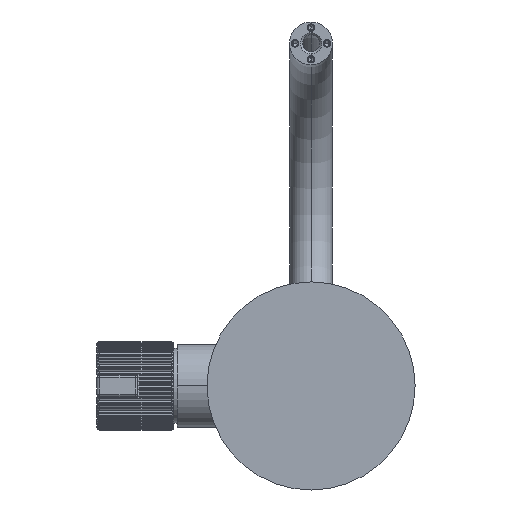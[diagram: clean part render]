
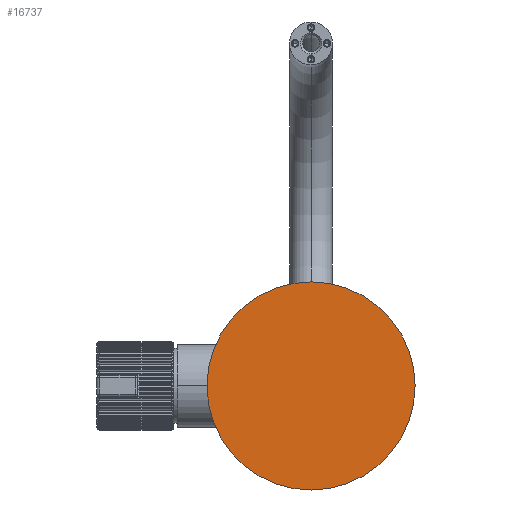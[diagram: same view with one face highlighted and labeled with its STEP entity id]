
A CAD part, front view. The second image highlights one B-rep face of the part: STEP entity #16737.
In plain terms, the highlighted planar face has unit normal (0, -1, 0).
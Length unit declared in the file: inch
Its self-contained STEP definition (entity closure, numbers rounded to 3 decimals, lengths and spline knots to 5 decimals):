
#2=CARTESIAN_POINT('',(0.,0.,0.));
#3=DIRECTION('',(0.,-1.,0.));
#4=DIRECTION('',(-1.,0.,0.));
#5=AXIS2_PLACEMENT_3D('',#2,#3,#4);
#7=CARTESIAN_POINT('',(0.,0.,0.));
#8=DIRECTION('',(0.,1.,0.));
#9=DIRECTION('',(-1.,0.,0.));
#10=AXIS2_PLACEMENT_3D('',#7,#8,#9);
#14438=CARTESIAN_POINT('',(-1.215,0.,0.));
#14439=CARTESIAN_POINT('',(1.215,0.,0.));
#14440=VERTEX_POINT('',#14438);
#14441=VERTEX_POINT('',#14439);
#16726=CARTESIAN_POINT('',(0.,0.,0.));
#16727=DIRECTION('',(0.,-1.,0.));
#16728=DIRECTION('',(-1.,0.,0.));
#16729=AXIS2_PLACEMENT_3D('',#16726,#16727,#16728);
#16730=PLANE('',#16729);
#16732=ORIENTED_EDGE('',*,*,#16731,.F.);
#16734=ORIENTED_EDGE('',*,*,#16733,.T.);
#16735=EDGE_LOOP('',(#16732,#16734));
#16736=FACE_OUTER_BOUND('',#16735,.F.);
#16737=ADVANCED_FACE('',(#16736),#16730,.T.);
#6=CIRCLE('',#5,1.215);
#11=CIRCLE('',#10,1.215);
#16731=EDGE_CURVE('',#14440,#14441,#6,.T.);
#16733=EDGE_CURVE('',#14440,#14441,#11,.T.);
